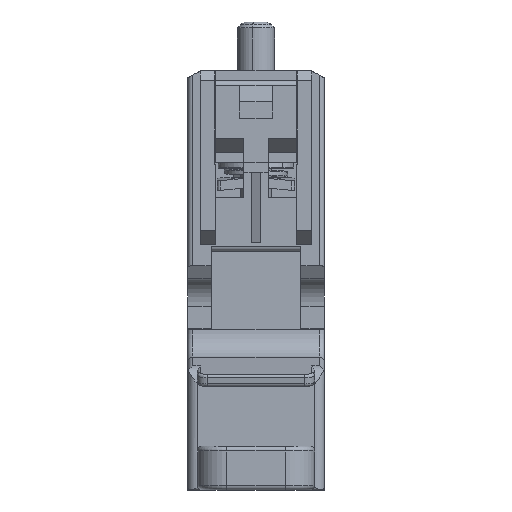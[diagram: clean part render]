
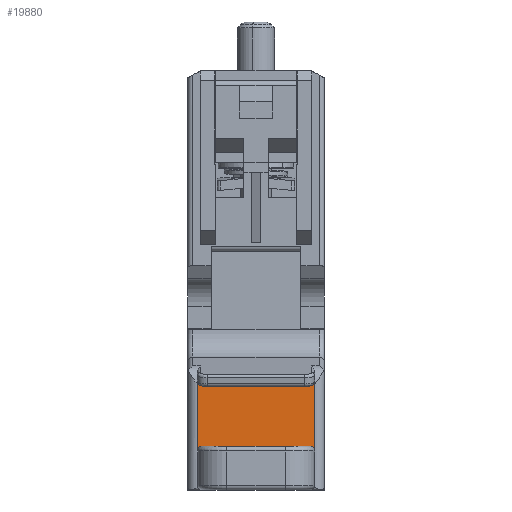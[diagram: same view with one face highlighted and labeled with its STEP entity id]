
A CAD part, left-side view. The second image highlights one B-rep face of the part: STEP entity #19880.
In plain terms, the highlighted face is planar.
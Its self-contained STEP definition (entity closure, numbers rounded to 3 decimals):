
#270 = AXIS2_PLACEMENT_3D ( 'NONE', #7043, #7052, #7053 ) ;
#2318 = VERTEX_POINT ( 'NONE', #17263 ) ;
#4968 = EDGE_LOOP ( 'NONE', ( #9875, #8306, #8237, #9975, #9817, #9973, #10000, #9886, #8388, #8508 ) ) ;
#7043 = CARTESIAN_POINT ( 'NONE',  ( 22., 0., 7. ) ) ;
#7050 = PLANE ( 'NONE',  #270 ) ;
#7052 = DIRECTION ( 'NONE',  ( -1., 0., 0. ) ) ;
#7053 = DIRECTION ( 'NONE',  ( 0., 0., 1. ) ) ;
#7617 = CARTESIAN_POINT ( 'NONE',  ( 22., 10.788, 6. ) ) ;
#7691 = CARTESIAN_POINT ( 'NONE',  ( 22., 4.5, -2.2 ) ) ;
#7708 = CARTESIAN_POINT ( 'NONE',  ( 22., 1.5, -2.2 ) ) ;
#7826 = CARTESIAN_POINT ( 'NONE',  ( 22., 1.5, 2.2 ) ) ;
#7830 = CARTESIAN_POINT ( 'NONE',  ( 22., 4.5, 2.2 ) ) ;
#7886 = CARTESIAN_POINT ( 'NONE',  ( 22., 10.788, -6. ) ) ;
#7924 = CARTESIAN_POINT ( 'NONE',  ( 22., 4., -6. ) ) ;
#7925 = CARTESIAN_POINT ( 'NONE',  ( 22., 4., 6. ) ) ;
#7995 = CARTESIAN_POINT ( 'NONE',  ( 22., 4.5, 5.5 ) ) ;
#8237 = ORIENTED_EDGE ( 'NONE', *, *, #13321, .T. ) ;
#8306 = ORIENTED_EDGE ( 'NONE', *, *, #13320, .T. ) ;
#8388 = ORIENTED_EDGE ( 'NONE', *, *, #13301, .T. ) ;
#8508 = ORIENTED_EDGE ( 'NONE', *, *, #13273, .T. ) ;
#9817 = ORIENTED_EDGE ( 'NONE', *, *, #13323, .T. ) ;
#9875 = ORIENTED_EDGE ( 'NONE', *, *, #13319, .T. ) ;
#9886 = ORIENTED_EDGE ( 'NONE', *, *, #13304, .T. ) ;
#9973 = ORIENTED_EDGE ( 'NONE', *, *, #13324, .T. ) ;
#9975 = ORIENTED_EDGE ( 'NONE', *, *, #13322, .T. ) ;
#10000 = ORIENTED_EDGE ( 'NONE', *, *, #13313, .F. ) ;
#11583 = AXIS2_PLACEMENT_3D ( 'NONE', #16919, #16921, #16923 ) ;
#11605 = AXIS2_PLACEMENT_3D ( 'NONE', #17043, #17044, #17046 ) ;
#11714 = LINE ( 'NONE', #16771, #11718 ) ;
#11718 = VECTOR ( 'NONE', #16775, 1000. ) ;
#11802 = CIRCLE ( 'NONE', #11583, 0.5 ) ;
#11812 = LINE ( 'NONE', #16934, #11817 ) ;
#11817 = VECTOR ( 'NONE', #16936, 1000. ) ;
#11838 = LINE ( 'NONE', #16972, #11842 ) ;
#11842 = VECTOR ( 'NONE', #16974, 1000. ) ;
#11853 = LINE ( 'NONE', #17028, #11857 ) ;
#11856 = LINE ( 'NONE', #17033, #11860 ) ;
#11857 = VECTOR ( 'NONE', #17031, 1000. ) ;
#11859 = CIRCLE ( 'NONE', #11605, 0.5 ) ;
#11860 = VECTOR ( 'NONE', #17036, 1000. ) ;
#11862 = LINE ( 'NONE', #17017, #11866 ) ;
#11864 = LINE ( 'NONE', #17049, #11870 ) ;
#11866 = VECTOR ( 'NONE', #17019, 1000. ) ;
#11868 = LINE ( 'NONE', #17054, #11874 ) ;
#11870 = VECTOR ( 'NONE', #17052, 1000. ) ;
#11874 = VECTOR ( 'NONE', #17057, 1000. ) ;
#13273 = EDGE_CURVE ( 'NONE', #22682, #22652, #11714, .T. ) ;
#13301 = EDGE_CURVE ( 'NONE', #2318, #22682, #11802, .T. ) ;
#13304 = EDGE_CURVE ( 'NONE', #22513, #2318, #11812, .T. ) ;
#13313 = EDGE_CURVE ( 'NONE', #22513, #22525, #11838, .T. ) ;
#13319 = EDGE_CURVE ( 'NONE', #22652, #22464, #11853, .T. ) ;
#13320 = EDGE_CURVE ( 'NONE', #22464, #22683, #11856, .T. ) ;
#13321 = EDGE_CURVE ( 'NONE', #22683, #22741, #11859, .T. ) ;
#13322 = EDGE_CURVE ( 'NONE', #22741, #22611, #11862, .T. ) ;
#13323 = EDGE_CURVE ( 'NONE', #22611, #22607, #11864, .T. ) ;
#13324 = EDGE_CURVE ( 'NONE', #22607, #22525, #11868, .T. ) ;
#16771 = CARTESIAN_POINT ( 'NONE',  ( 22., 0., -6. ) ) ;
#16775 = DIRECTION ( 'NONE',  ( 0., 1., 0. ) ) ;
#16919 = CARTESIAN_POINT ( 'NONE',  ( 22., 4., -5.5 ) ) ;
#16921 = DIRECTION ( 'NONE',  ( -1., 0., 0. ) ) ;
#16923 = DIRECTION ( 'NONE',  ( 0., 0., 1. ) ) ;
#16934 = CARTESIAN_POINT ( 'NONE',  ( 22., 4.5, 6. ) ) ;
#16936 = DIRECTION ( 'NONE',  ( 0., 0., -1. ) ) ;
#16972 = CARTESIAN_POINT ( 'NONE',  ( 22., 13.72, -2.2 ) ) ;
#16974 = DIRECTION ( 'NONE',  ( 0., -1., 0. ) ) ;
#17017 = CARTESIAN_POINT ( 'NONE',  ( 22., 4.5, 6. ) ) ;
#17019 = DIRECTION ( 'NONE',  ( 0., 0., -1. ) ) ;
#17028 = CARTESIAN_POINT ( 'NONE',  ( 22., 10.788, 7. ) ) ;
#17031 = DIRECTION ( 'NONE',  ( 0., 0., 1. ) ) ;
#17033 = CARTESIAN_POINT ( 'NONE',  ( 22., 0.3, 6. ) ) ;
#17036 = DIRECTION ( 'NONE',  ( 0., -1., 0. ) ) ;
#17043 = CARTESIAN_POINT ( 'NONE',  ( 22., 4., 5.5 ) ) ;
#17044 = DIRECTION ( 'NONE',  ( -1., 0., 0. ) ) ;
#17046 = DIRECTION ( 'NONE',  ( 0., 0., 1. ) ) ;
#17049 = CARTESIAN_POINT ( 'NONE',  ( 22., 13.72, 2.2 ) ) ;
#17052 = DIRECTION ( 'NONE',  ( 0., -1., 0. ) ) ;
#17054 = CARTESIAN_POINT ( 'NONE',  ( 22., 1.5, 2.2 ) ) ;
#17057 = DIRECTION ( 'NONE',  ( 0., 0., -1. ) ) ;
#17263 = CARTESIAN_POINT ( 'NONE',  ( 22., 4.5, -5.5 ) ) ;
#17431 = FACE_OUTER_BOUND ( 'NONE', #4968, .T. ) ;
#19880 = ADVANCED_FACE ( 'NONE', ( #17431 ), #7050, .F. ) ;
#22464 = VERTEX_POINT ( 'NONE', #7617 ) ;
#22513 = VERTEX_POINT ( 'NONE', #7691 ) ;
#22525 = VERTEX_POINT ( 'NONE', #7708 ) ;
#22607 = VERTEX_POINT ( 'NONE', #7826 ) ;
#22611 = VERTEX_POINT ( 'NONE', #7830 ) ;
#22652 = VERTEX_POINT ( 'NONE', #7886 ) ;
#22682 = VERTEX_POINT ( 'NONE', #7924 ) ;
#22683 = VERTEX_POINT ( 'NONE', #7925 ) ;
#22741 = VERTEX_POINT ( 'NONE', #7995 ) ;
